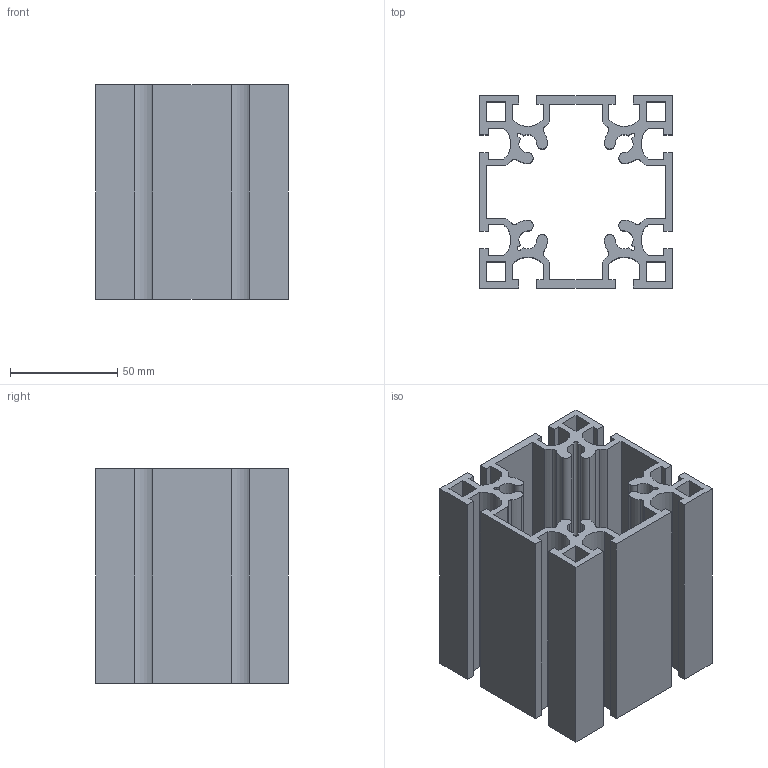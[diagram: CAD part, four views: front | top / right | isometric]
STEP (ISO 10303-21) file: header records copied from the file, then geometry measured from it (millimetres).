
FILE_DESCRIPTION((''),'2;1');
FILE_NAME('AF9090-8.stp','2009-09-01T09:32:31',('Administrator'),(''),'Autodesk Inventor 2008','Autodesk Inventor 2008','');
FILE_SCHEMA(('AUTOMOTIVE_DESIGN { 1 0 10303 214 1 1 1 1 }'));
Length unit declared in the file: millimetre
Products named in the file (1): AF9090-8
Bounding box: 90 x 90 x 100 mm (x, y, z)
Volume: 225502.2 mm3; surface area: 126691.2 mm2
Topology: 1 solids, 1 shells, 150 faces, 444 edges, 296 vertices
Faces by surface type: plane 98, cylinder 52
Entity records: 5058 total; most frequent: CARTESIAN_POINT 891, ORIENTED_EDGE 888, DIRECTION 850, EDGE_CURVE 444, VECTOR 340, LINE 340, VERTEX_POINT 296, AXIS2_PLACEMENT_3D 255
